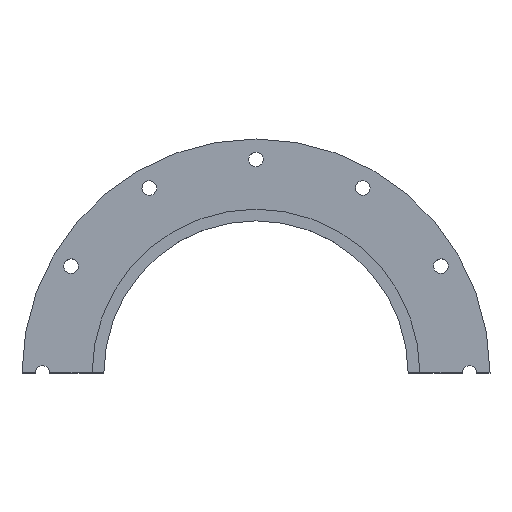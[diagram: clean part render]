
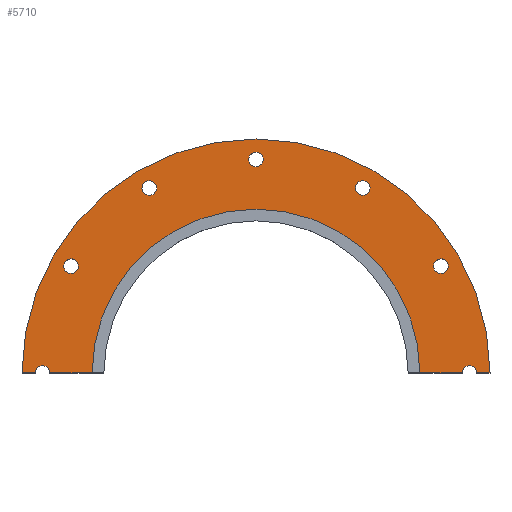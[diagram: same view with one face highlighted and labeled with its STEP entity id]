
A CAD part, top view. The second image highlights one B-rep face of the part: STEP entity #5710.
In plain terms, the highlighted planar face has unit normal (0, 0, 1).
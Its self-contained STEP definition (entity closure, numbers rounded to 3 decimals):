
#60=CARTESIAN_POINT('',(160.,0.,-0.5));
#70=DIRECTION('',(-1.,0.,0.));
#80=VECTOR('',#70,1.);
#90=LINE('',#60,#80);
#100=CARTESIAN_POINT('',(160.,0.,-0.5));
#110=VERTEX_POINT('',#100);
#120=CARTESIAN_POINT('',(151.,0.,-0.5));
#130=VERTEX_POINT('',#120);
#140=EDGE_CURVE('',#110,#130,#90,.T.);
#660=CARTESIAN_POINT('',(141.,0.,-0.5));
#670=VERTEX_POINT('',#660);
#700=CARTESIAN_POINT('',(146.,0.,-0.5));
#710=DIRECTION('',(0.,0.,-1.));
#720=DIRECTION('',(-0.878,0.479,0.));
#730=AXIS2_PLACEMENT_3D('',#700,#710,#720);
#740=CIRCLE('',#730,5.);
#750=EDGE_CURVE('',#670,#130,#740,.T.);
#2340=CARTESIAN_POINT('',(112.,0.,-0.5));
#2350=VERTEX_POINT('',#2340);
#2380=CARTESIAN_POINT('',(141.,0.,-0.5));
#2390=DIRECTION('',(-1.,0.,0.));
#2400=VECTOR('',#2390,1.);
#2410=LINE('',#2380,#2400);
#2420=EDGE_CURVE('',#670,#2350,#2410,.T.);
#3620=CARTESIAN_POINT('',(-72.882,121.441,
-0.5));
#3630=VERTEX_POINT('',#3620);
#3660=CARTESIAN_POINT('',(-73.,126.44,-0.5));
#3670=DIRECTION('',(0.,0.,-1.));
#3680=DIRECTION('',(-0.024,1.,0.));
#3690=AXIS2_PLACEMENT_3D('',#3660,#3670,#3680);
#3700=CIRCLE('',#3690,5.);
#3710=CARTESIAN_POINT('',(-73.118,131.438,-0.5));
#3720=VERTEX_POINT('',#3710);
#3730=EDGE_CURVE('',#3630,#3720,#3700,.T.);
#3980=CARTESIAN_POINT('',(-141.,0.,-0.5));
#3990=VERTEX_POINT('',#3980);
#4020=CARTESIAN_POINT('',(-112.,0.,-0.5));
#4030=DIRECTION('',(-1.,0.,0.));
#4040=VECTOR('',#4030,1.);
#4050=LINE('',#4020,#4040);
#4060=CARTESIAN_POINT('',(-112.,0.,-0.5));
#4070=VERTEX_POINT('',#4060);
#4080=EDGE_CURVE('',#4070,#3990,#4050,.T.);
#4600=CARTESIAN_POINT('',(0.,0.,-0.5));
#4610=DIRECTION('',(0.,0.,-1.));
#4620=DIRECTION('',(0.878,0.479,0.));
#4630=AXIS2_PLACEMENT_3D('',#4600,#4610,#4620);
#4640=CIRCLE('',#4630,112.);
#4650=EDGE_CURVE('',#4070,#2350,#4640,.T.);
#4700=CARTESIAN_POINT('',(-112.,0.,-0.5));
#4710=DIRECTION('',(0.,0.,1.));
#4720=DIRECTION('',(1.,0.,0.));
#4730=AXIS2_PLACEMENT_3D('',#4700,#4710,#4720);
#4740=PLANE('',#4730);
#4750=ORIENTED_EDGE('',*,*,#2420,.F.);
#4760=ORIENTED_EDGE('',*,*,#4650,.T.);
#4770=ORIENTED_EDGE('',*,*,#4080,.F.);
#4780=CARTESIAN_POINT('',(-146.,0.,-0.5));
#4790=DIRECTION('',(0.,0.,-1.));
#4800=DIRECTION('',(-1.,0.,0.));
#4810=AXIS2_PLACEMENT_3D('',#4780,#4790,#4800);
#4820=CIRCLE('',#4810,5.);
#4830=CARTESIAN_POINT('',(-151.,0.,-0.5));
#4840=VERTEX_POINT('',#4830);
#4850=EDGE_CURVE('',#4840,#3990,#4820,.T.);
#4860=ORIENTED_EDGE('',*,*,#4850,.T.);
#4870=CARTESIAN_POINT('',(-151.,0.,-0.5));
#4880=DIRECTION('',(-1.,0.,0.));
#4890=VECTOR('',#4880,1.);
#4900=LINE('',#4870,#4890);
#4910=CARTESIAN_POINT('',(-160.,0.,-0.5));
#4920=VERTEX_POINT('',#4910);
#4930=EDGE_CURVE('',#4840,#4920,#4900,.T.);
#4940=ORIENTED_EDGE('',*,*,#4930,.F.);
#4950=CARTESIAN_POINT('',(0.,0.,-0.5));
#4960=DIRECTION('',(0.,-0.,1.));
#4970=DIRECTION('',(1.,0.,0.));
#4980=AXIS2_PLACEMENT_3D('',#4950,#4960,#4970);
#4990=CIRCLE('',#4980,160.);
#5000=EDGE_CURVE('',#110,#4920,#4990,.T.);
#5010=ORIENTED_EDGE('',*,*,#5000,.T.);
#5020=ORIENTED_EDGE('',*,*,#140,.F.);
#5030=ORIENTED_EDGE('',*,*,#750,.T.);
#5040=EDGE_LOOP('',(#5030,#5020,#5010,#4940,#4860,#4770,#4760,#4750));
#5050=FACE_OUTER_BOUND('',#5040,.T.);
#5060=EDGE_CURVE('',#3720,#3630,#3700,.T.);
#5070=ORIENTED_EDGE('',*,*,#5060,.T.);
#5080=ORIENTED_EDGE('',*,*,#3730,.T.);
#5090=EDGE_LOOP('',(#5080,#5070));
#5100=FACE_BOUND('',#5090,.T.);
#5110=CARTESIAN_POINT('',(-126.44,73.,-0.5));
#5120=DIRECTION('',(0.,0.,-1.));
#5130=DIRECTION('',(-0.52,0.854,0.));
#5140=AXIS2_PLACEMENT_3D('',#5110,#5120,#5130);
#5150=CIRCLE('',#5140,5.);
#5160=CARTESIAN_POINT('',(-123.838,68.73,-0.5));
#5170=VERTEX_POINT('',#5160);
#5180=CARTESIAN_POINT('',(-129.041,77.27,-0.5));
#5190=VERTEX_POINT('',#5180);
#5200=EDGE_CURVE('',#5170,#5190,#5150,.T.);
#5210=ORIENTED_EDGE('',*,*,#5200,.T.);
#5220=EDGE_CURVE('',#5190,#5170,#5150,.T.);
#5230=ORIENTED_EDGE('',*,*,#5220,.T.);
#5240=EDGE_LOOP('',(#5230,#5210));
#5250=FACE_BOUND('',#5240,.T.);
#5260=CARTESIAN_POINT('',(126.44,73.,-0.5));
#5270=DIRECTION('',(0.,0.,-1.));
#5280=DIRECTION('',(1.,0.024,0.));
#5290=AXIS2_PLACEMENT_3D('',#5260,#5270,#5280);
#5300=CIRCLE('',#5290,5.);
#5310=CARTESIAN_POINT('',(121.441,72.882,
-0.5));
#5320=VERTEX_POINT('',#5310);
#5330=CARTESIAN_POINT('',(131.438,73.118,
-0.5));
#5340=VERTEX_POINT('',#5330);
#5350=EDGE_CURVE('',#5320,#5340,#5300,.T.);
#5360=ORIENTED_EDGE('',*,*,#5350,.T.);
#5370=EDGE_CURVE('',#5340,#5320,#5300,.T.);
#5380=ORIENTED_EDGE('',*,*,#5370,.T.);
#5390=EDGE_LOOP('',(#5380,#5360));
#5400=FACE_BOUND('',#5390,.T.);
#5410=CARTESIAN_POINT('',(73.,126.44,-0.5));
#5420=DIRECTION('',(0.,0.,-1.));
#5430=DIRECTION('',(0.854,0.52,0.));
#5440=AXIS2_PLACEMENT_3D('',#5410,#5420,#5430);
#5450=CIRCLE('',#5440,5.);
#5460=CARTESIAN_POINT('',(68.73,123.838,-0.5));
#5470=VERTEX_POINT('',#5460);
#5480=CARTESIAN_POINT('',(77.27,129.041,-0.5));
#5490=VERTEX_POINT('',#5480);
#5500=EDGE_CURVE('',#5470,#5490,#5450,.T.);
#5510=ORIENTED_EDGE('',*,*,#5500,.T.);
#5520=EDGE_CURVE('',#5490,#5470,#5450,.T.);
#5530=ORIENTED_EDGE('',*,*,#5520,.T.);
#5540=EDGE_LOOP('',(#5530,#5510));
#5550=FACE_BOUND('',#5540,.T.);
#5560=CARTESIAN_POINT('',(0.,146.,-0.5));
#5570=DIRECTION('',(0.,0.,-1.));
#5580=DIRECTION('',(0.479,0.878,0.));
#5590=AXIS2_PLACEMENT_3D('',#5560,#5570,#5580);
#5600=CIRCLE('',#5590,5.);
#5610=CARTESIAN_POINT('',(-2.397,141.612,-0.5));
#5620=VERTEX_POINT('',#5610);
#5630=CARTESIAN_POINT('',(2.397,150.388,-0.5));
#5640=VERTEX_POINT('',#5630);
#5650=EDGE_CURVE('',#5620,#5640,#5600,.T.);
#5660=ORIENTED_EDGE('',*,*,#5650,.T.);
#5670=EDGE_CURVE('',#5640,#5620,#5600,.T.);
#5680=ORIENTED_EDGE('',*,*,#5670,.T.);
#5690=EDGE_LOOP('',(#5680,#5660));
#5700=FACE_BOUND('',#5690,.T.);
#5710=ADVANCED_FACE('',(#5050,#5100,#5250,#5400,#5550,#5700),#4740,.T.);
